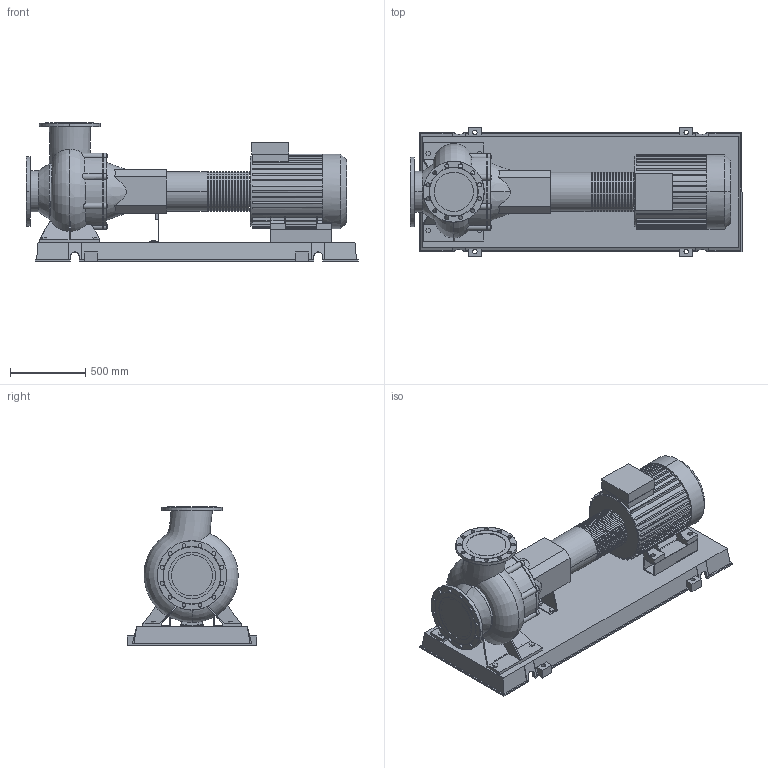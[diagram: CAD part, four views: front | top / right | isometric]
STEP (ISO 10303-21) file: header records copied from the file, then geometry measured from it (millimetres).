
FILE_DESCRIPTION((''),'2;1');
FILE_NAME('3d_NLG250_315-55_4-4452608.stp','2013-10-24T10:30:29',(''),(''),'Mechanical Desktop 2009','Mechanical Desktop 2009',', , ');
FILE_SCHEMA(('CONFIG_CONTROL_DESIGN'));
Length unit declared in the file: millimetre
Products named in the file (1): Product
Bounding box: 2200 x 860 x 918 mm (x, y, z)
Volume: 328443394.8 mm3; surface area: 10894646.9 mm2
Topology: 12 solids, 12 shells, 850 faces, 2227 edges, 1460 vertices
Faces by surface type: plane 394, cylinder 226, bspline 204, torus 14, cone 12
Entity records: 32345 total; most frequent: CARTESIAN_POINT 11396, ORIENTED_EDGE 4456, DIRECTION 4095, EDGE_CURVE 2228, VERTEX_POINT 1460, VECTOR 1385, LINE 1385, AXIS2_PLACEMENT_3D 1355
